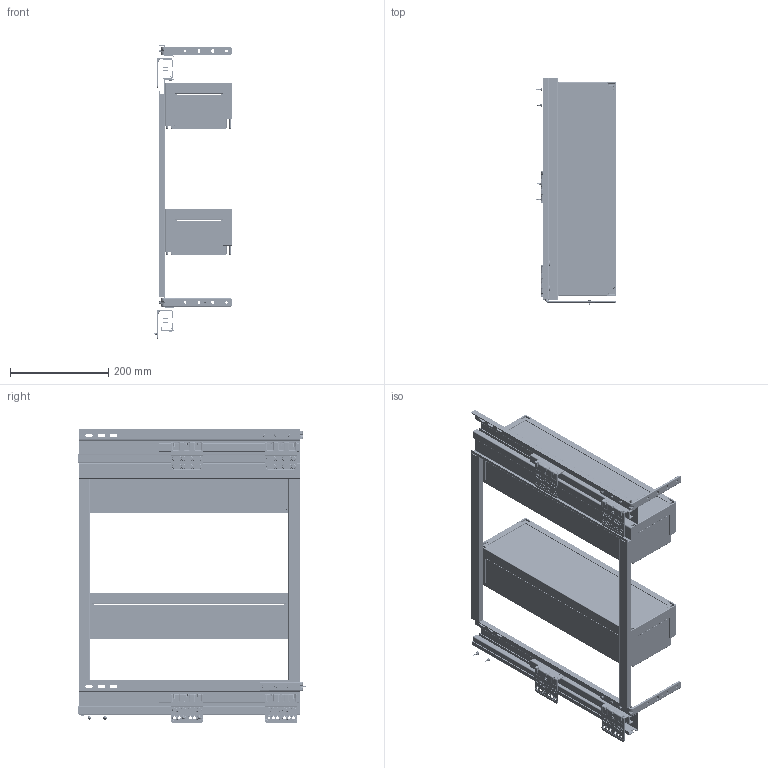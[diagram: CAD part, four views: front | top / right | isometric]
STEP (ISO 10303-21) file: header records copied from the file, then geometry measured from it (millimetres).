
FILE_DESCRIPTION((''),'2;1');
FILE_NAME('200-BO-LI-CE-ZHUANG-584-2-R_ASM_ASM','2025-07-24T',('pc'),(''),'PRO/ENGINEER BY PARAMETRIC TECHNOLOGY CORPORATION, 2011310','PRO/ENGINEER BY PARAMETRIC TECHNOLOGY CORPORATION, 2011310','');
FILE_SCHEMA(('CONFIG_CONTROL_DESIGN'));
Products named in the file (23): PRT0001; PRT0006; PRT0008; ASM0002_ASM; PRT0009; PRT0010; PRT0011; PRT0012; PRT0013; PRT0014; PRT0015; PRT0016; PRT0017; PRT0018; PRT0019; ASM0003_ASM; 32___K___MIR_1; 32-1-_K___MIR_1; 32-2-_K___MIR_1; 32_-L_K___MIR_1; ASM0001_ASM_1_ASM; PRT0020; 200-BO-LI-CE-ZHUANG-584-2-R_ASM_ASM
Assembly tree (38 placements, depth 3):
  200-BO-LI-CE-ZHUANG-584-2-R_ASM_ASM
    PRT0001
    ASM0002_ASM  x2
      PRT0006
      PRT0008
    PRT0009  x5
    ASM0003_ASM  x2
      PRT0010
      PRT0011
      PRT0012
      PRT0013
      PRT0014
      PRT0015
      PRT0016
      PRT0017
      PRT0018
      PRT0019
    ASM0001_ASM_1_ASM  x2
      32___K___MIR_1
      32-1-_K___MIR_1
      32-2-_K___MIR_1
      32_-L_K___MIR_1
    PRT0020  x2
Bounding box: 164.7 x 465.5 x 600 mm (x, y, z)
Volume: 1925216.1 mm3; surface area: 1538469.8 mm2
Topology: 56 solids, 56 shells, 6697 faces, 18155 edges, 11559 vertices
Faces by surface type: plane 2963, cylinder 2130, cone 596, bspline 468, torus 468, sphere 72
Entity records: 110027 total; most frequent: CARTESIAN_POINT 41457, ORIENTED_EDGE 14732, DIRECTION 13841, EDGE_CURVE 7366, AXIS2_PLACEMENT_3D 4846, VERTEX_POINT 4726, VECTOR 4149, LINE 4149
